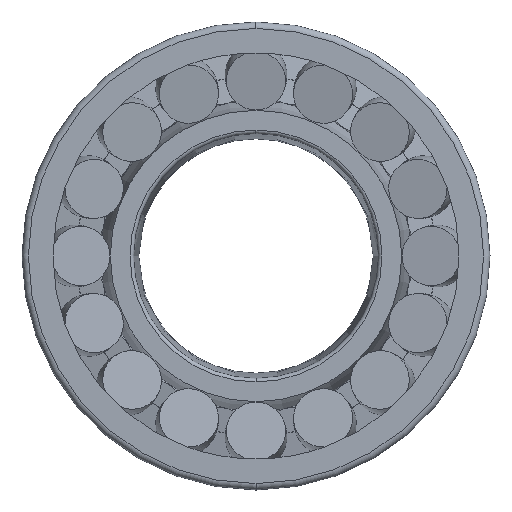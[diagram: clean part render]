
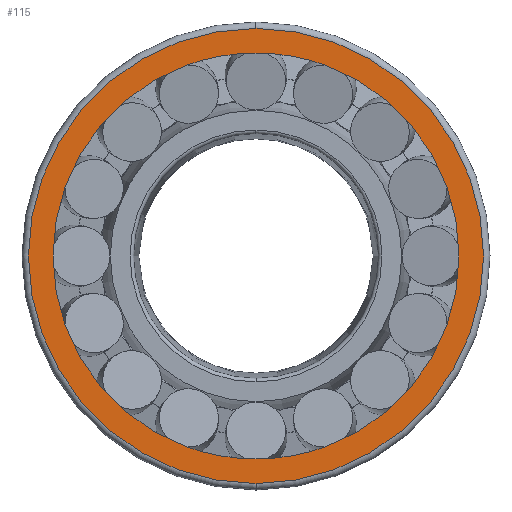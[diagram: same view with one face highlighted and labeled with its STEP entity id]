
A CAD part, left-side view. The second image highlights one B-rep face of the part: STEP entity #115.
In plain terms, the highlighted planar face has unit normal (-1, 0, 0).
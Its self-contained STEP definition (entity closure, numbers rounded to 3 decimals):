
#115=ADVANCED_FACE('',(#405,#406),#407,.T.);
#405=FACE_OUTER_BOUND('',#952,.T.);
#406=FACE_BOUND('',#953,.T.);
#407=PLANE('',#954);
#952=EDGE_LOOP('',(#1776,#1777,#1778));
#953=EDGE_LOOP('',(#1779,#1780,#1781));
#954=AXIS2_PLACEMENT_3D('',#1782,#1783,#1784);
#1776=ORIENTED_EDGE('',*,*,#3460,.F.);
#1777=ORIENTED_EDGE('',*,*,#3459,.F.);
#1778=ORIENTED_EDGE('',*,*,#3501,.F.);
#1779=ORIENTED_EDGE('',*,*,#3505,.T.);
#1780=ORIENTED_EDGE('',*,*,#3438,.T.);
#1781=ORIENTED_EDGE('',*,*,#3506,.T.);
#1782=CARTESIAN_POINT('',(0.,36.8,0.0));
#1783=DIRECTION('',(-1.0,0.,0.0));
#1784=DIRECTION('',(0.,-1.0,0.0));
#3438=EDGE_CURVE('',#4108,#4105,#4109,.T.);
#3459=EDGE_CURVE('',#4147,#4150,#4151,.T.);
#3460=EDGE_CURVE('',#4150,#4152,#4153,.T.);
#3501=EDGE_CURVE('',#4152,#4147,#4210,.T.);
#3505=EDGE_CURVE('',#4215,#4108,#4216,.T.);
#3506=EDGE_CURVE('',#4105,#4215,#4217,.T.);
#4105=VERTEX_POINT('',#5204);
#4108=VERTEX_POINT('',#5207);
#4109=CIRCLE('',#5208,34.7);
#4147=VERTEX_POINT('',#5248);
#4150=VERTEX_POINT('',#5251);
#4151=CIRCLE('',#5252,38.9);
#4152=VERTEX_POINT('',#5253);
#4153=CIRCLE('',#5254,38.9);
#4210=CIRCLE('',#5429,38.9);
#4215=VERTEX_POINT('',#5434);
#4216=CIRCLE('',#5435,34.7);
#4217=CIRCLE('',#5436,34.7);
#5204=CARTESIAN_POINT('',(0.,0.,-34.7));
#5207=CARTESIAN_POINT('',(0.,0.,34.7));
#5208=AXIS2_PLACEMENT_3D('',#10688,#10689,#10690);
#5248=CARTESIAN_POINT('',(0.0,0.,-38.9));
#5251=CARTESIAN_POINT('',(0.0,38.9,0.0));
#5252=AXIS2_PLACEMENT_3D('',#10747,#10748,#10749);
#5253=CARTESIAN_POINT('',(0.0,0.,38.9));
#5254=AXIS2_PLACEMENT_3D('',#10750,#10751,#10752);
#5429=AXIS2_PLACEMENT_3D('',#10820,#10821,#10822);
#5434=CARTESIAN_POINT('',(0.,34.7,0.0));
#5435=AXIS2_PLACEMENT_3D('',#10832,#10833,#10834);
#5436=AXIS2_PLACEMENT_3D('',#10835,#10836,#10837);
#10688=CARTESIAN_POINT('',(0.,0.0,0.0));
#10689=DIRECTION('',(1.0,0.0,0.0));
#10690=DIRECTION('',(0.0,1.0,0.0));
#10747=CARTESIAN_POINT('',(0.0,0.0,0.0));
#10748=DIRECTION('',(1.0,0.0,0.0));
#10749=DIRECTION('',(0.0,1.0,0.0));
#10750=CARTESIAN_POINT('',(0.0,0.0,0.0));
#10751=DIRECTION('',(1.0,0.0,0.0));
#10752=DIRECTION('',(0.0,1.0,0.0));
#10820=CARTESIAN_POINT('',(0.0,0.0,0.0));
#10821=DIRECTION('',(1.0,0.0,0.0));
#10822=DIRECTION('',(0.0,1.0,0.0));
#10832=CARTESIAN_POINT('',(0.,0.0,0.0));
#10833=DIRECTION('',(1.0,0.0,0.0));
#10834=DIRECTION('',(0.0,1.0,0.0));
#10835=CARTESIAN_POINT('',(0.,0.0,0.0));
#10836=DIRECTION('',(1.0,0.0,0.0));
#10837=DIRECTION('',(0.0,1.0,0.0));
